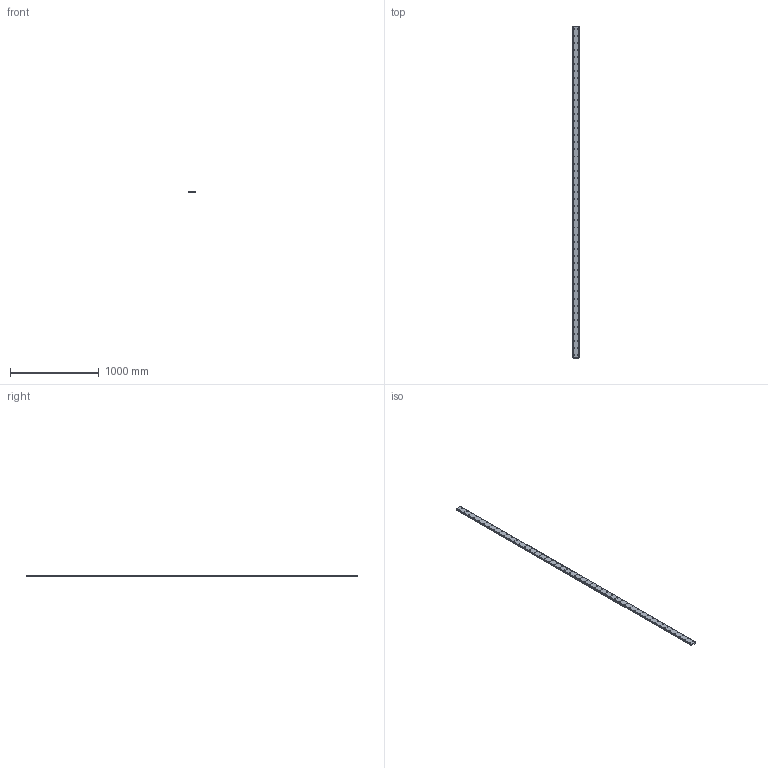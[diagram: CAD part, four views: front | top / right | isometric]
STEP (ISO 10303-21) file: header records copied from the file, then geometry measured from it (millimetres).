
FILE_DESCRIPTION(('STEP AP214'),'1');
FILE_NAME('cctmp_D4A42FF8-E805-4454-A09C-34D1D53C03F7_2021_03_09_08_49_58_0482..stp','2021-03-09T07:49:58',('HIWIN GmbH'),('CADClick - www.CADClick.com'),'Spatial InterOp 3D',' ','unknown authorization');
FILE_SCHEMA(('AUTOMOTIVE_DESIGN'));
Length unit declared in the file: millimetre
Products named in the file (1): WER35R3740H_FILE
Bounding box: 69 x 3740 x 19 mm (x, y, z)
Volume: 4512649.9 mm3; surface area: 728447.2 mm2
Topology: 1 solids, 1 shells, 949 faces, 1983 edges, 1322 vertices
Faces by surface type: cylinder 582, plane 367
Entity records: 33477 total; most frequent: DIRECTION 5047, CARTESIAN_POINT 4255, ORIENTED_EDGE 3966, AXIS2_PLACEMENT_3D 2114, EDGE_CURVE 1983, VERTEX_POINT 1322, EDGE_LOOP 1235, CIRCLE 1164
